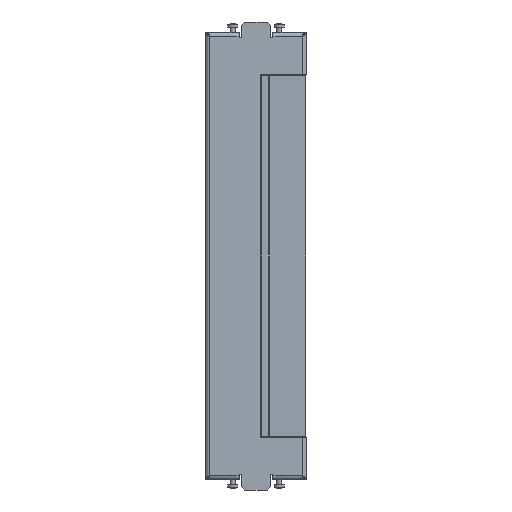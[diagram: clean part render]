
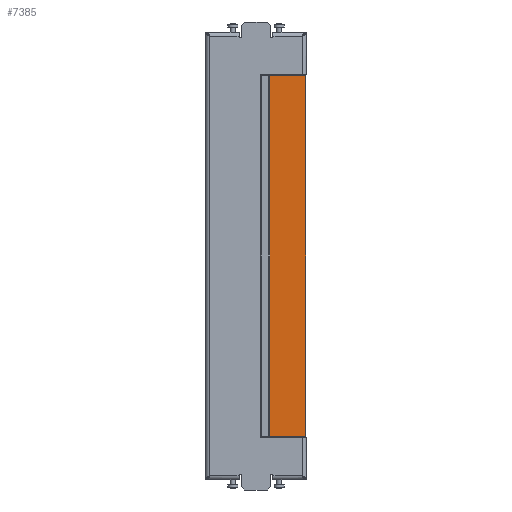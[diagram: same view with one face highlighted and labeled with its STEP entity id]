
A CAD part, left-side view. The second image highlights one B-rep face of the part: STEP entity #7385.
In plain terms, the highlighted face is planar.
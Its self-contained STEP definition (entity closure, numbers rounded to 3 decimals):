
#440 = VECTOR ( 'NONE', #7125, 1000. ) ;
#825 = LINE ( 'NONE', #6295, #8082 ) ;
#1303 = CARTESIAN_POINT ( 'NONE',  ( -175., -48., -3.528 ) ) ;
#1410 = VERTEX_POINT ( 'NONE', #7149 ) ;
#1501 = ORIENTED_EDGE ( 'NONE', *, *, #4323, .T. ) ;
#1527 = DIRECTION ( 'NONE',  ( 0., 0.999, 0.044 ) ) ;
#1579 = VERTEX_POINT ( 'NONE', #8228 ) ;
#1834 = DIRECTION ( 'NONE',  ( -1., 0., 0. ) ) ;
#2349 = EDGE_LOOP ( 'NONE', ( #1501, #6381, #8681, #9843 ) ) ;
#3381 = DIRECTION ( 'NONE',  ( 0., -0.999, -0.044 ) ) ;
#3461 = PLANE ( 'NONE',  #10660 ) ;
#3730 = FACE_OUTER_BOUND ( 'NONE', #2349, .T. ) ;
#4323 = EDGE_CURVE ( 'NONE', #10313, #1410, #4407, .T. ) ;
#4407 = LINE ( 'NONE', #1303, #7847 ) ;
#5266 = VECTOR ( 'NONE', #1834, 1000. ) ;
#6295 = CARTESIAN_POINT ( 'NONE',  ( 175., -48., -3.528 ) ) ;
#6381 = ORIENTED_EDGE ( 'NONE', *, *, #10540, .F. ) ;
#6640 = EDGE_CURVE ( 'NONE', #1579, #10313, #7283, .T. ) ;
#6891 = CARTESIAN_POINT ( 'NONE',  ( 175., -13., -2. ) ) ;
#7090 = CARTESIAN_POINT ( 'NONE',  ( 175., -48., -3.528 ) ) ;
#7125 = DIRECTION ( 'NONE',  ( -1., 0., 0. ) ) ;
#7149 = CARTESIAN_POINT ( 'NONE',  ( -175., -13., -2. ) ) ;
#7283 = LINE ( 'NONE', #7090, #440 ) ;
#7385 = ADVANCED_FACE ( 'NONE', ( #3730 ), #3461, .F. ) ;
#7436 = VERTEX_POINT ( 'NONE', #7665 ) ;
#7665 = CARTESIAN_POINT ( 'NONE',  ( 175., -13., -2. ) ) ;
#7742 = CARTESIAN_POINT ( 'NONE',  ( 175., -48., -3.528 ) ) ;
#7784 = EDGE_CURVE ( 'NONE', #1579, #7436, #825, .T. ) ;
#7847 = VECTOR ( 'NONE', #1527, 1000. ) ;
#8082 = VECTOR ( 'NONE', #10584, 1000. ) ;
#8169 = LINE ( 'NONE', #6891, #5266 ) ;
#8220 = CARTESIAN_POINT ( 'NONE',  ( -175., -48., -3.528 ) ) ;
#8228 = CARTESIAN_POINT ( 'NONE',  ( 175., -48., -3.528 ) ) ;
#8552 = DIRECTION ( 'NONE',  ( 0., -0.044, 0.999 ) ) ;
#8681 = ORIENTED_EDGE ( 'NONE', *, *, #7784, .F. ) ;
#9843 = ORIENTED_EDGE ( 'NONE', *, *, #6640, .T. ) ;
#10313 = VERTEX_POINT ( 'NONE', #8220 ) ;
#10540 = EDGE_CURVE ( 'NONE', #7436, #1410, #8169, .T. ) ;
#10584 = DIRECTION ( 'NONE',  ( 0., 0.999, 0.044 ) ) ;
#10660 = AXIS2_PLACEMENT_3D ( 'NONE', #7742, #8552, #3381 ) ;
